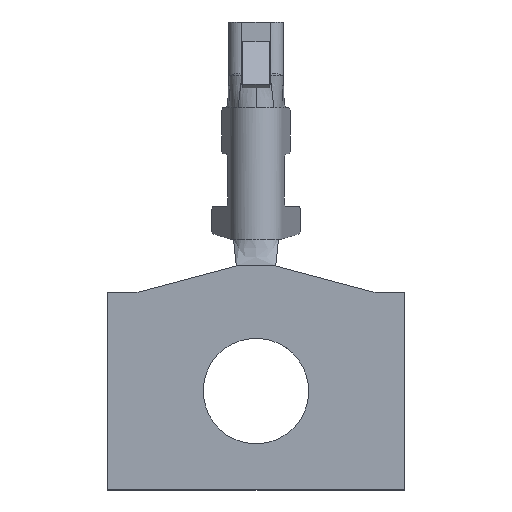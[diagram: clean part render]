
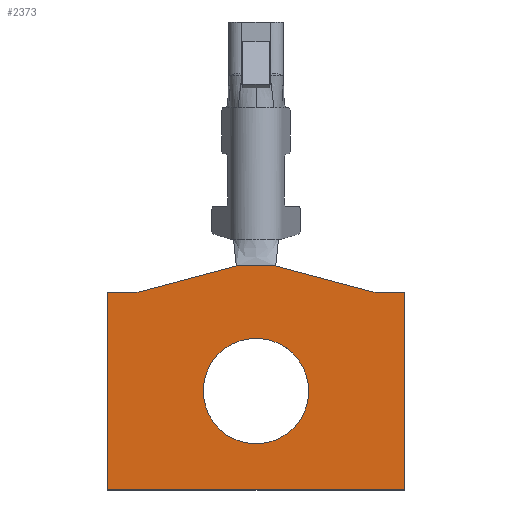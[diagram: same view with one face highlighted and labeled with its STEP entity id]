
A CAD part, top view. The second image highlights one B-rep face of the part: STEP entity #2373.
In plain terms, the highlighted planar face has unit normal (0, 0, 1).
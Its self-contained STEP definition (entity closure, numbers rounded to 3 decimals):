
#94=FACE_BOUND('',#770,.T.);
#101=PLANE('',#2521);
#146=LINE('',#3273,#370);
#150=LINE('',#3281,#374);
#153=LINE('',#3287,#377);
#156=LINE('',#3293,#380);
#159=LINE('',#3299,#383);
#165=LINE('',#3311,#389);
#166=LINE('',#3313,#390);
#167=LINE('',#3314,#391);
#370=VECTOR('',#2655,0.46);
#374=VECTOR('',#2661,3.);
#377=VECTOR('',#2666,4.5);
#380=VECTOR('',#2671,3.);
#383=VECTOR('',#2676,0.46);
#389=VECTOR('',#2686,1.543);
#390=VECTOR('',#2687,1.543);
#391=VECTOR('',#2688,0.6);
#593=CIRCLE('',#2513,0.8);
#644=FACE_OUTER_BOUND('',#769,.T.);
#769=EDGE_LOOP('',(#1575,#1576,#1577,#1578,#1579,#1580,#1581,#1582));
#770=EDGE_LOOP('',(#1583));
#966=VERTEX_POINT('',#3265);
#968=VERTEX_POINT('',#3271);
#969=VERTEX_POINT('',#3272);
#972=VERTEX_POINT('',#3280);
#974=VERTEX_POINT('',#3286);
#976=VERTEX_POINT('',#3292);
#978=VERTEX_POINT('',#3298);
#982=VERTEX_POINT('',#3310);
#983=VERTEX_POINT('',#3312);
#1192=EDGE_CURVE('',#966,#966,#593,.T.);
#1195=EDGE_CURVE('',#968,#969,#146,.T.);
#1199=EDGE_CURVE('',#972,#968,#150,.T.);
#1202=EDGE_CURVE('',#974,#972,#153,.T.);
#1205=EDGE_CURVE('',#976,#974,#156,.T.);
#1208=EDGE_CURVE('',#978,#976,#159,.T.);
#1214=EDGE_CURVE('',#982,#969,#165,.T.);
#1215=EDGE_CURVE('',#978,#983,#166,.T.);
#1216=EDGE_CURVE('',#983,#982,#167,.T.);
#1575=ORIENTED_EDGE('',*,*,#1214,.T.);
#1576=ORIENTED_EDGE('',*,*,#1195,.F.);
#1577=ORIENTED_EDGE('',*,*,#1199,.F.);
#1578=ORIENTED_EDGE('',*,*,#1202,.F.);
#1579=ORIENTED_EDGE('',*,*,#1205,.F.);
#1580=ORIENTED_EDGE('',*,*,#1208,.F.);
#1581=ORIENTED_EDGE('',*,*,#1215,.T.);
#1582=ORIENTED_EDGE('',*,*,#1216,.T.);
#1583=ORIENTED_EDGE('',*,*,#1192,.F.);
#2373=ADVANCED_FACE('',(#644,#94),#101,.T.);
#2513=AXIS2_PLACEMENT_3D('',#3266,#2648,#2649);
#2521=AXIS2_PLACEMENT_3D('',#3309,#2684,#2685);
#2648=DIRECTION('center_axis',(0.,0.,1.));
#2649=DIRECTION('ref_axis',(0.,1.,0.));
#2655=DIRECTION('',(1.,0.,0.));
#2661=DIRECTION('',(0.,1.,0.));
#2666=DIRECTION('',(-1.,0.,0.));
#2671=DIRECTION('',(0.,-1.,0.));
#2676=DIRECTION('',(1.,0.,0.));
#2684=DIRECTION('center_axis',(0.,0.,1.));
#2685=DIRECTION('ref_axis',(1.,0.,0.));
#2686=DIRECTION('',(-0.966,-0.259,0.));
#2687=DIRECTION('',(-0.966,0.259,0.));
#2688=DIRECTION('',(-1.,0.,0.));
#3265=CARTESIAN_POINT('',(-0.05,-3.098,0.075));
#3266=CARTESIAN_POINT('Origin',(0.,-2.299,0.075));
#3271=CARTESIAN_POINT('',(-2.25,-0.799,0.075));
#3272=CARTESIAN_POINT('',(-1.79,-0.799,0.075));
#3273=CARTESIAN_POINT('',(-2.25,-0.799,0.075));
#3280=CARTESIAN_POINT('',(-2.25,-3.799,0.075));
#3281=CARTESIAN_POINT('',(-2.25,-3.799,0.075));
#3286=CARTESIAN_POINT('',(2.25,-3.799,0.075));
#3287=CARTESIAN_POINT('',(2.25,-3.799,0.075));
#3292=CARTESIAN_POINT('',(2.25,-0.799,0.075));
#3293=CARTESIAN_POINT('',(2.25,-0.799,0.075));
#3298=CARTESIAN_POINT('',(1.79,-0.799,0.075));
#3299=CARTESIAN_POINT('',(1.79,-0.799,0.075));
#3309=CARTESIAN_POINT('Origin',(-2.34,-2.1,0.075));
#3310=CARTESIAN_POINT('',(-0.3,-0.4,0.075));
#3311=CARTESIAN_POINT('',(-0.3,-0.4,0.075));
#3312=CARTESIAN_POINT('',(0.3,-0.4,0.075));
#3313=CARTESIAN_POINT('',(1.79,-0.799,0.075));
#3314=CARTESIAN_POINT('',(0.3,-0.4,0.075));
